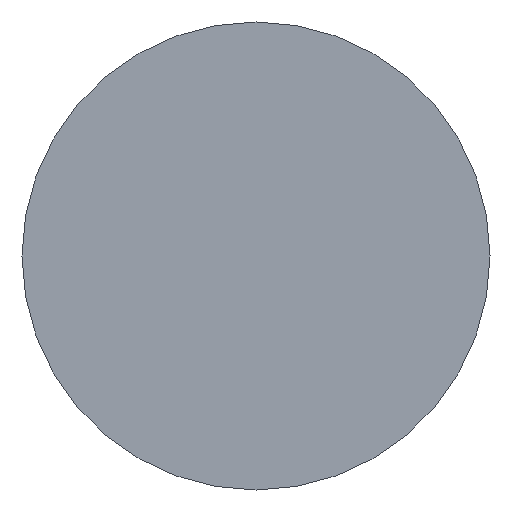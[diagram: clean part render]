
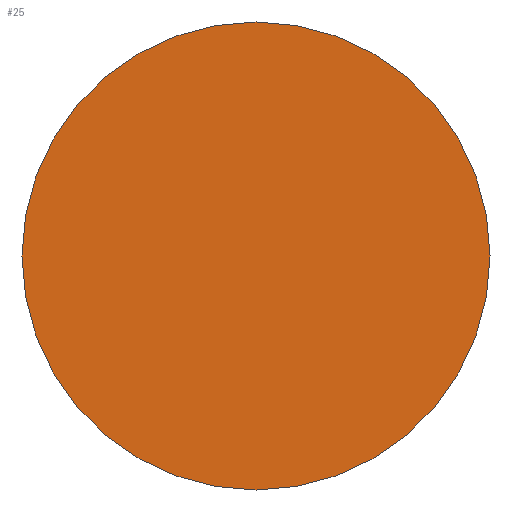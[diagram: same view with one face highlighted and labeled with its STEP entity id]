
A CAD part, front view. The second image highlights one B-rep face of the part: STEP entity #25.
In plain terms, the highlighted planar face has unit normal (0, -1, 0).
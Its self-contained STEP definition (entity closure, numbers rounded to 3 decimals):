
#6 = PLANE ( 'NONE',  #70 ) ;
#7 = DIRECTION ( 'NONE',  ( 0., 0., 1. ) ) ;
#21 = CARTESIAN_POINT ( 'NONE',  ( 0., 0., 12.5 ) ) ;
#25 = ADVANCED_FACE ( 'NONE', ( #55 ), #6, .F. ) ;
#29 = CIRCLE ( 'NONE', #56, 12.5 ) ;
#35 = CARTESIAN_POINT ( 'NONE',  ( 0., 0., 0. ) ) ;
#49 = CARTESIAN_POINT ( 'NONE',  ( 0., 0., 0. ) ) ;
#50 = CARTESIAN_POINT ( 'NONE',  ( 0., 0., -12.5 ) ) ;
#55 = FACE_OUTER_BOUND ( 'NONE', #160, .T. ) ;
#56 = AXIS2_PLACEMENT_3D ( 'NONE', #49, #142, #7 ) ;
#61 = DIRECTION ( 'NONE',  ( 0., 1., 0. ) ) ;
#66 = VERTEX_POINT ( 'NONE', #50 ) ;
#70 = AXIS2_PLACEMENT_3D ( 'NONE', #173, #61, #169 ) ;
#82 = DIRECTION ( 'NONE',  ( 0., 0., 1. ) ) ;
#87 = EDGE_CURVE ( 'NONE', #155, #66, #109, .T. ) ;
#109 = CIRCLE ( 'NONE', #126, 12.5 ) ;
#112 = EDGE_CURVE ( 'NONE', #66, #155, #29, .T. ) ;
#125 = ORIENTED_EDGE ( 'NONE', *, *, #112, .F. ) ;
#126 = AXIS2_PLACEMENT_3D ( 'NONE', #35, #170, #82 ) ;
#142 = DIRECTION ( 'NONE',  ( 0., 1., 0. ) ) ;
#155 = VERTEX_POINT ( 'NONE', #21 ) ;
#160 = EDGE_LOOP ( 'NONE', ( #125, #165 ) ) ;
#165 = ORIENTED_EDGE ( 'NONE', *, *, #87, .F. ) ;
#169 = DIRECTION ( 'NONE',  ( 0., 0., 1. ) ) ;
#170 = DIRECTION ( 'NONE',  ( 0., 1., 0. ) ) ;
#173 = CARTESIAN_POINT ( 'NONE',  ( 0., 0., 0. ) ) ;
